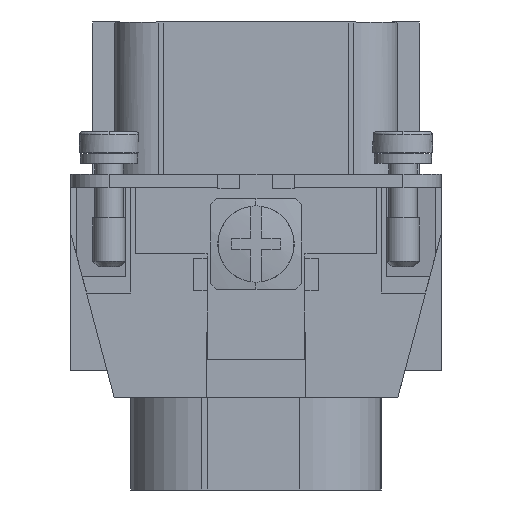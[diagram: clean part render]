
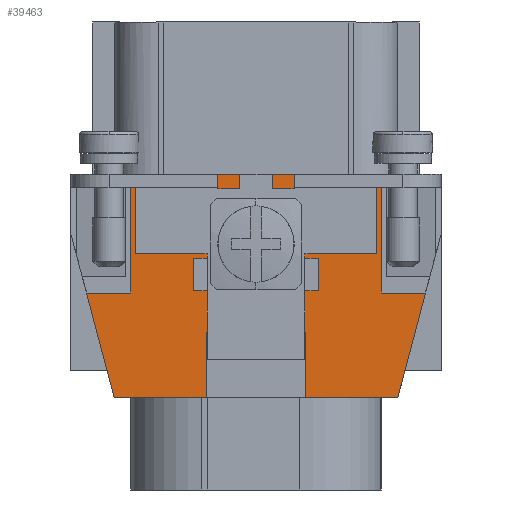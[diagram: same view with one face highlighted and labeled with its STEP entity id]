
A CAD part, left-side view. The second image highlights one B-rep face of the part: STEP entity #39463.
In plain terms, the highlighted planar face has unit normal (-1, 0, 0).
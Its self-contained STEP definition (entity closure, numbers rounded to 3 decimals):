
#15011=CARTESIAN_POINT('',(-45.,13.026,-2.5));
#15012=VERTEX_POINT('',#15011);
#15019=CARTESIAN_POINT('',(-45.0,15.57,7.1));
#15020=VERTEX_POINT('',#15019);
#15021=CARTESIAN_POINT('',(-45.0,15.57,7.1));
#15022=DIRECTION('',(0.,-0.256,-0.967));
#15023=VECTOR('',#15022,9.931);
#15024=LINE('',#15021,#15023);
#15025=EDGE_CURVE('',#15020,#15012,#15024,.T.);
#16334=CARTESIAN_POINT('',(-45.0,-15.57,7.1));
#16335=VERTEX_POINT('',#16334);
#16342=CARTESIAN_POINT('',(-45.,-13.026,-2.5));
#16343=VERTEX_POINT('',#16342);
#16344=CARTESIAN_POINT('',(-45.,-13.026,-2.5));
#16345=DIRECTION('',(0.,-0.256,0.967));
#16346=VECTOR('',#16345,9.931);
#16347=LINE('',#16344,#16346);
#16348=EDGE_CURVE('',#16343,#16335,#16347,.T.);
#21148=CARTESIAN_POINT('',(-45.0,-4.55,-2.5));
#21149=VERTEX_POINT('',#21148);
#21150=CARTESIAN_POINT('',(-45.0,-4.55,-2.5));
#21151=DIRECTION('',(0.0,-1.0,0.0));
#21152=VECTOR('',#21151,8.476);
#21153=LINE('',#21150,#21152);
#21154=EDGE_CURVE('',#21149,#16343,#21153,.T.);
#21204=CARTESIAN_POINT('',(-45.0,4.55,-2.5));
#21205=VERTEX_POINT('',#21204);
#21212=CARTESIAN_POINT('',(-45.,13.026,-2.5));
#21213=DIRECTION('',(0.0,-1.0,0.0));
#21214=VECTOR('',#21213,8.476);
#21215=LINE('',#21212,#21214);
#21216=EDGE_CURVE('',#15012,#21205,#21215,.T.);
#30030=CARTESIAN_POINT('',(-45.0,-7.925,18.));
#30031=VERTEX_POINT('',#30030);
#30354=CARTESIAN_POINT('',(-45.0,6.415,18.));
#30355=VERTEX_POINT('',#30354);
#30362=CARTESIAN_POINT('',(-45.0,-7.925,18.));
#30363=DIRECTION('',(0.0,1.0,0.0));
#30364=VECTOR('',#30363,14.34);
#30365=LINE('',#30362,#30364);
#30366=EDGE_CURVE('',#30031,#30355,#30365,.T.);
#31143=CARTESIAN_POINT('',(-45.0,11.5,18.0));
#31144=VERTEX_POINT('',#31143);
#31151=CARTESIAN_POINT('',(-45.0,6.415,18.));
#31152=DIRECTION('',(0.0,1.0,0.0));
#31153=VECTOR('',#31152,5.085);
#31154=LINE('',#31151,#31153);
#31155=EDGE_CURVE('',#30355,#31144,#31154,.T.);
#31238=CARTESIAN_POINT('',(-45.0,-11.5,18.0));
#31239=VERTEX_POINT('',#31238);
#31240=CARTESIAN_POINT('',(-45.0,-11.5,18.0));
#31241=DIRECTION('',(0.0,1.0,0.0));
#31242=VECTOR('',#31241,3.575);
#31243=LINE('',#31240,#31242);
#31244=EDGE_CURVE('',#31239,#30031,#31243,.T.);
#39350=CARTESIAN_POINT('',(-45.0,11.5,7.1));
#39351=VERTEX_POINT('',#39350);
#39352=CARTESIAN_POINT('',(-45.0,11.5,7.1));
#39353=DIRECTION('',(0.0,1.0,0.0));
#39354=VECTOR('',#39353,4.07);
#39355=LINE('',#39352,#39354);
#39356=EDGE_CURVE('',#39351,#15020,#39355,.T.);
#39406=CARTESIAN_POINT('',(-45.0,-17.0,0.0));
#39407=DIRECTION('',(-1.0,0.0,0.0));
#39408=DIRECTION('',(0.0,0.0,1.0));
#39409=AXIS2_PLACEMENT_3D('',#39406,#39407,#39408);
#39410=PLANE('',#39409);
#39411=ORIENTED_EDGE('',*,*,#15025,.T.);
#39412=ORIENTED_EDGE('',*,*,#21216,.T.);
#39413=CARTESIAN_POINT('',(-45.0,4.55,3.5));
#39414=VERTEX_POINT('',#39413);
#39415=CARTESIAN_POINT('',(-45.0,4.55,-2.5));
#39416=DIRECTION('',(0.0,0.0,1.0));
#39417=VECTOR('',#39416,6.0);
#39418=LINE('',#39415,#39417);
#39419=EDGE_CURVE('',#21205,#39414,#39418,.T.);
#39420=ORIENTED_EDGE('',*,*,#39419,.T.);
#39421=CARTESIAN_POINT('',(-45.0,-4.55,3.5));
#39422=VERTEX_POINT('',#39421);
#39423=CARTESIAN_POINT('',(-45.0,4.55,3.5));
#39424=DIRECTION('',(0.0,-1.0,0.0));
#39425=VECTOR('',#39424,9.1);
#39426=LINE('',#39423,#39425);
#39427=EDGE_CURVE('',#39414,#39422,#39426,.T.);
#39428=ORIENTED_EDGE('',*,*,#39427,.T.);
#39429=CARTESIAN_POINT('',(-45.0,-4.55,3.5));
#39430=DIRECTION('',(0.0,0.0,-1.0));
#39431=VECTOR('',#39430,6.0);
#39432=LINE('',#39429,#39431);
#39433=EDGE_CURVE('',#39422,#21149,#39432,.T.);
#39434=ORIENTED_EDGE('',*,*,#39433,.T.);
#39435=ORIENTED_EDGE('',*,*,#21154,.T.);
#39436=ORIENTED_EDGE('',*,*,#16348,.T.);
#39437=CARTESIAN_POINT('',(-45.0,-11.5,7.1));
#39438=VERTEX_POINT('',#39437);
#39439=CARTESIAN_POINT('',(-45.0,-15.57,7.1));
#39440=DIRECTION('',(0.0,1.0,0.0));
#39441=VECTOR('',#39440,4.07);
#39442=LINE('',#39439,#39441);
#39443=EDGE_CURVE('',#16335,#39438,#39442,.T.);
#39444=ORIENTED_EDGE('',*,*,#39443,.T.);
#39445=CARTESIAN_POINT('',(-45.0,-11.5,7.1));
#39446=DIRECTION('',(0.0,0.0,1.0));
#39447=VECTOR('',#39446,10.9);
#39448=LINE('',#39445,#39447);
#39449=EDGE_CURVE('',#39438,#31239,#39448,.T.);
#39450=ORIENTED_EDGE('',*,*,#39449,.T.);
#39451=ORIENTED_EDGE('',*,*,#31244,.T.);
#39452=ORIENTED_EDGE('',*,*,#30366,.T.);
#39453=ORIENTED_EDGE('',*,*,#31155,.T.);
#39454=CARTESIAN_POINT('',(-45.0,11.5,18.0));
#39455=DIRECTION('',(0.0,0.0,-1.0));
#39456=VECTOR('',#39455,10.9);
#39457=LINE('',#39454,#39456);
#39458=EDGE_CURVE('',#31144,#39351,#39457,.T.);
#39459=ORIENTED_EDGE('',*,*,#39458,.T.);
#39460=ORIENTED_EDGE('',*,*,#39356,.T.);
#39461=EDGE_LOOP('',(#39411,#39412,#39420,#39428,#39434,#39435,#39436,#39444,#39450,#39451,#39452,#39453,#39459,#39460));
#39462=FACE_OUTER_BOUND('',#39461,.T.);
#39463=ADVANCED_FACE('',(#39462),#39410,.T.);
